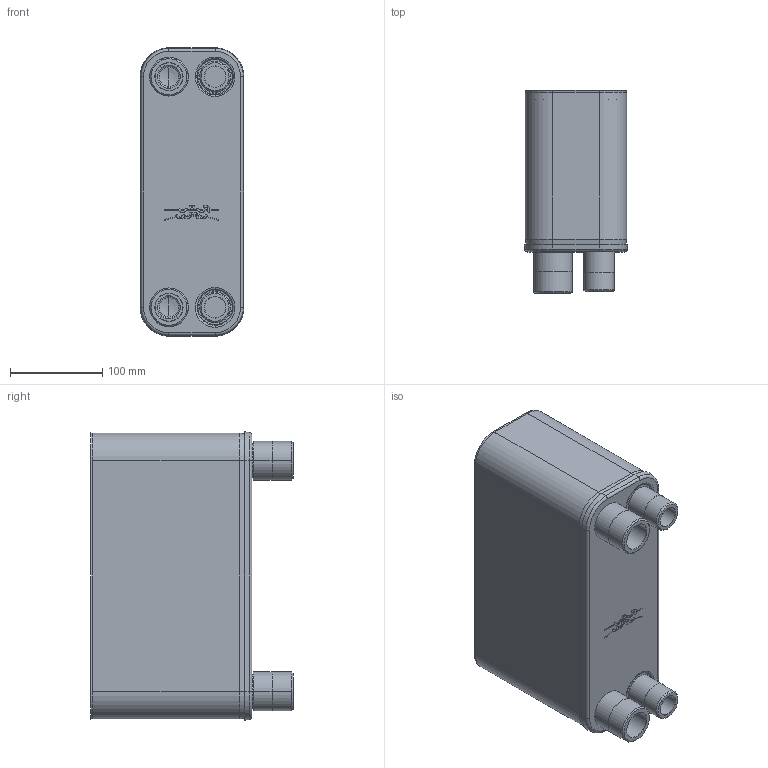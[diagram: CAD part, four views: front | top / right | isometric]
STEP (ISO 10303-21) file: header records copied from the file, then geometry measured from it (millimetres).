
FILE_DESCRIPTION((''),'2;1');
FILE_NAME('CB30-70H_ASM','2011-06-08T',('CNSHLGO'),(''),'PRO/ENGINEER BY PARAMETRIC TECHNOLOGY CORPORATION, 2007390','PRO/ENGINEER BY PARAMETRIC TECHNOLOGY CORPORATION, 2007390','');
FILE_SCHEMA(('CONFIG_CONTROL_DESIGN'));
Length unit declared in the file: millimetre
Products named in the file (6): CB30-70H_CH_BLOCK; CB30_FP_S1S2_32_S3S4_25; CB30_PP; V24_ISO_228-1; V22_ISO_228-1; CB30-70H_ASM
Assembly tree (7 placements, depth 2):
  CB30-70H_ASM
    CB30-70H_CH_BLOCK
    CB30_FP_S1S2_32_S3S4_25
    CB30_PP
    V24_ISO_228-1  x2
    V22_ISO_228-1  x2
Bounding box: 112.55 x 219.7 x 312.79 mm (x, y, z)
Volume: 5102753.2 mm3; surface area: 463289.9 mm2
Topology: 7 solids, 9 shells, 1728 faces, 4802 edges, 3122 vertices
Faces by surface type: plane 1352, cylinder 168, torus 104, cone 88, sphere 16
Entity records: 53283 total; most frequent: CARTESIAN_POINT 9471, ORIENTED_EDGE 9372, DIRECTION 8664, EDGE_CURVE 4686, VECTOR 4074, LINE 4074, VERTEX_POINT 3062, AXIS2_PLACEMENT_3D 2295
